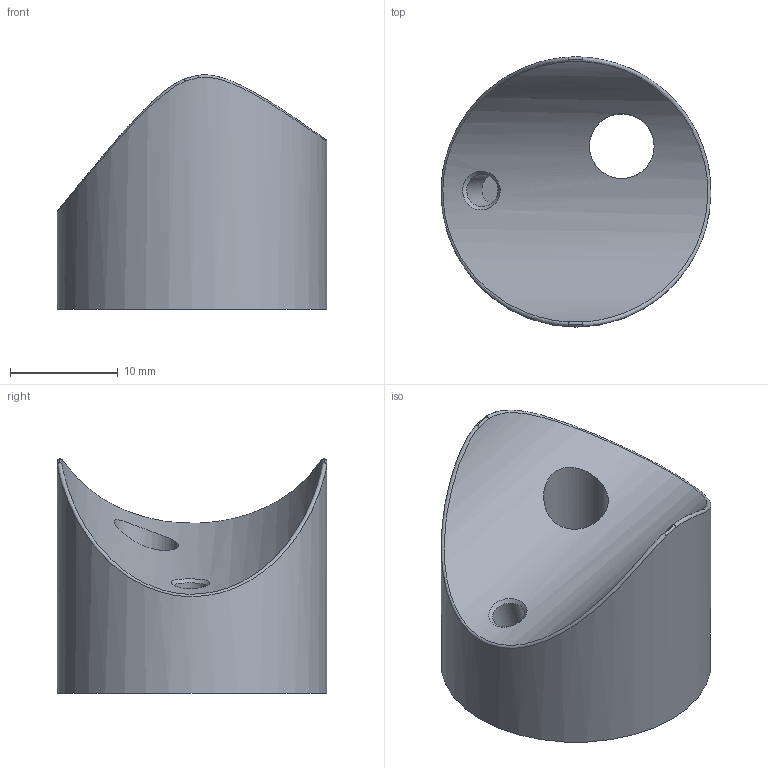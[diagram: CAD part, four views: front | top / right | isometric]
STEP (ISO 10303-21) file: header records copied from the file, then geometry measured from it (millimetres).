
FILE_DESCRIPTION(/* description */ (''),/* implementation_level */ '2;1');
FILE_NAME(/* name */ 'Joint.stp',/* time_stamp */ '2026-01-22T19:08:45Z',/* author */ ('Balint'),/* organization */ (''),/* preprocessor_version */ 'ST-DEVELOPER v20',/* originating_system */ 'Autodesk Inventor 2025',/* authorisation */ '');
FILE_SCHEMA (('AUTOMOTIVE_DESIGN { 1 0 10303 214 3 1 1 }'));
Length unit declared in the file: millimetre
Products named in the file (1): Joint
Bounding box: 25 x 25 x 21.71 mm (x, y, z)
Volume: 6411.1 mm3; surface area: 2840.8 mm2
Topology: 1 solids, 1 shells, 23 faces, 42 edges, 24 vertices
Faces by surface type: cylinder 7, bspline 6, plane 6, sphere 4
Full cylindrical faces by diameter (mm): 3.8 x2, 6 x1, 25 x1
Entity records: 1761 total; most frequent: CARTESIAN_POINT 1273, DIRECTION 90, ORIENTED_EDGE 84, EDGE_CURVE 42, AXIS2_PLACEMENT_3D 40, EDGE_LOOP 28, VERTEX_POINT 24, FACE_OUTER_BOUND 23
